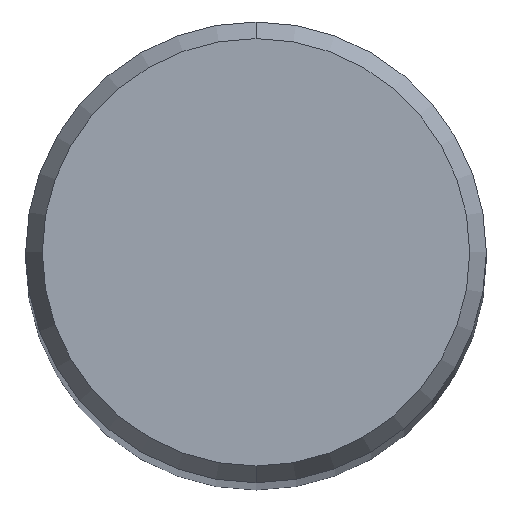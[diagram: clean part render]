
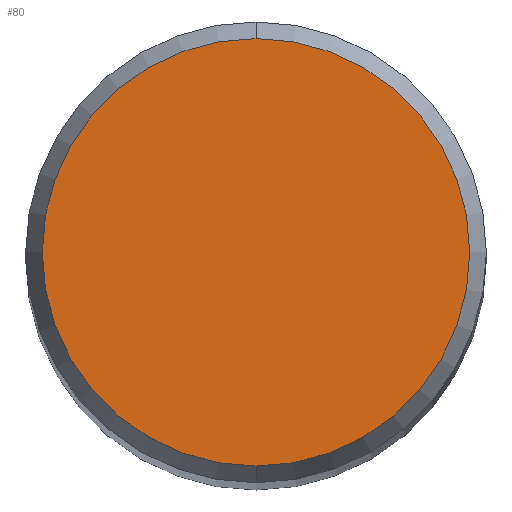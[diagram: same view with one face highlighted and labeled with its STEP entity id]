
A CAD part, top view. The second image highlights one B-rep face of the part: STEP entity #80.
In plain terms, the highlighted planar face has unit normal (0, 0, 1).
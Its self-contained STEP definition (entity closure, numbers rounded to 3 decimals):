
#70=VERTEX_POINT('',#174);
#80=ADVANCED_FACE('',(#185),#186,.T.);
#82=EDGE_CURVE('',#70,#136,#188,.T.);
#136=VERTEX_POINT('',#251);
#142=EDGE_CURVE('',#136,#70,#257,.T.);
#174=CARTESIAN_POINT('',(0.,-2.946,0.0));
#185=FACE_OUTER_BOUND('',#295,.T.);
#186=PLANE('',#296);
#188=CIRCLE('',#299,2.946);
#251=CARTESIAN_POINT('',(0.0,2.946,0.0));
#257=CIRCLE('',#387,2.946);
#295=EDGE_LOOP('',(#421,#422));
#296=AXIS2_PLACEMENT_3D('',#423,#424,#425);
#299=AXIS2_PLACEMENT_3D('',#426,#427,#428);
#387=AXIS2_PLACEMENT_3D('',#515,#516,#517);
#421=ORIENTED_EDGE('',*,*,#142,.F.);
#422=ORIENTED_EDGE('',*,*,#82,.F.);
#423=CARTESIAN_POINT('',(0.0,1.473,0.0));
#424=DIRECTION('',(-0.0,0.0,1.0));
#425=DIRECTION('',(0.0,-1.0,0.0));
#426=CARTESIAN_POINT('',(0.0,0.0,0.0));
#427=DIRECTION('',(0.0,0.0,-1.0));
#428=DIRECTION('',(0.0,1.0,0.0));
#515=CARTESIAN_POINT('',(0.0,0.0,0.0));
#516=DIRECTION('',(0.0,0.0,-1.0));
#517=DIRECTION('',(0.0,1.0,0.0));
